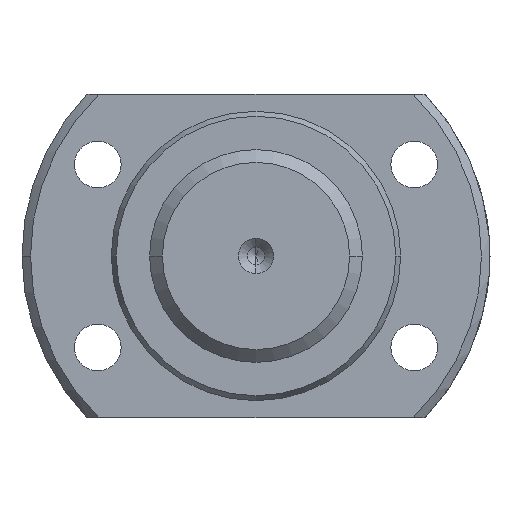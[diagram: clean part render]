
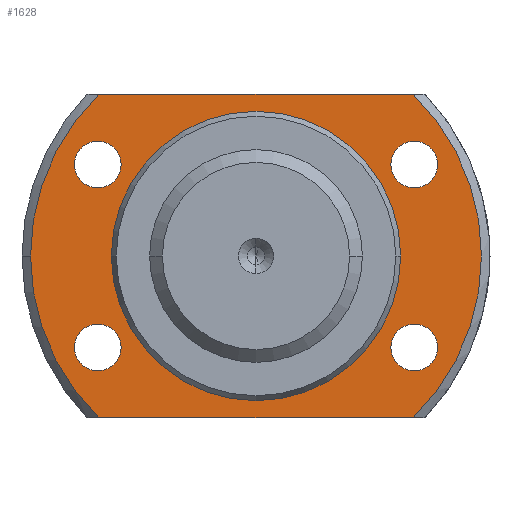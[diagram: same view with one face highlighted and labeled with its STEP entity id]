
A CAD part, left-side view. The second image highlights one B-rep face of the part: STEP entity #1628.
In plain terms, the highlighted planar face has unit normal (-1, 0, 0).
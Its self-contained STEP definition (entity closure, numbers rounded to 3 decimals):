
#36 = EDGE_CURVE ( 'NONE', #3185, #2377, #2239, .T. ) ;
#45 = CARTESIAN_POINT ( 'NONE',  ( 12.5, 18.6, -10.75 ) ) ;
#71 = CIRCLE ( 'NONE', #2167, 26.5 ) ;
#80 = CARTESIAN_POINT ( 'NONE',  ( 12.5, 15.85, -10.75 ) ) ;
#89 = DIRECTION ( 'NONE',  ( 1., 0., 0. ) ) ;
#130 = AXIS2_PLACEMENT_3D ( 'NONE', #1264, #2964, #763 ) ;
#165 = DIRECTION ( 'NONE',  ( 1., 0., 0. ) ) ;
#184 = DIRECTION ( 'NONE',  ( 0., -1., 0. ) ) ;
#215 = VERTEX_POINT ( 'NONE', #2540 ) ;
#227 = CARTESIAN_POINT ( 'NONE',  ( 12.5, 18.473, -19. ) ) ;
#233 = CARTESIAN_POINT ( 'NONE',  ( 12.5, 17., 0. ) ) ;
#250 = CARTESIAN_POINT ( 'NONE',  ( 12.5, -17., 0. ) ) ;
#251 = EDGE_CURVE ( 'NONE', #2093, #2251, #2785, .T. ) ;
#277 = AXIS2_PLACEMENT_3D ( 'NONE', #1372, #2143, #2591 ) ;
#290 = LINE ( 'NONE', #1307, #2272 ) ;
#291 = EDGE_CURVE ( 'NONE', #2283, #2145, #2886, .T. ) ;
#324 = CARTESIAN_POINT ( 'NONE',  ( 12.5, 0., 0. ) ) ;
#360 = CARTESIAN_POINT ( 'NONE',  ( 12.5, 0., 0. ) ) ;
#385 = DIRECTION ( 'NONE',  ( 0., 1., 0. ) ) ;
#411 = ORIENTED_EDGE ( 'NONE', *, *, #291, .F. ) ;
#425 = PLANE ( 'NONE',  #2904 ) ;
#520 = CARTESIAN_POINT ( 'NONE',  ( 12.5, 21.35, 10.75 ) ) ;
#571 = ORIENTED_EDGE ( 'NONE', *, *, #3148, .T. ) ;
#578 = CARTESIAN_POINT ( 'NONE',  ( 12.5, -21.35, 10.75 ) ) ;
#585 = EDGE_LOOP ( 'NONE', ( #2984, #2560 ) ) ;
#653 = DIRECTION ( 'NONE',  ( 0., 1., 0. ) ) ;
#671 = CARTESIAN_POINT ( 'NONE',  ( 12.5, -15.85, -10.75 ) ) ;
#713 = FACE_BOUND ( 'NONE', #2177, .T. ) ;
#728 = EDGE_CURVE ( 'NONE', #2251, #2093, #1019, .T. ) ;
#763 = DIRECTION ( 'NONE',  ( 0., 1., 0. ) ) ;
#788 = CARTESIAN_POINT ( 'NONE',  ( 12.5, -18.6, -10.75 ) ) ;
#790 = CARTESIAN_POINT ( 'NONE',  ( 12.5, -18.473, 19. ) ) ;
#823 = EDGE_CURVE ( 'NONE', #1707, #1086, #3222, .T. ) ;
#824 = CIRCLE ( 'NONE', #2411, 17. ) ;
#864 = EDGE_CURVE ( 'NONE', #2377, #3185, #3013, .T. ) ;
#885 = VERTEX_POINT ( 'NONE', #233 ) ;
#899 = DIRECTION ( 'NONE',  ( 1., 0., 0. ) ) ;
#981 = AXIS2_PLACEMENT_3D ( 'NONE', #3048, #2803, #1612 ) ;
#1008 = EDGE_CURVE ( 'NONE', #2145, #215, #1683, .T. ) ;
#1014 = DIRECTION ( 'NONE',  ( 0., 1., 0. ) ) ;
#1019 = CIRCLE ( 'NONE', #2202, 2.75 ) ;
#1023 = ORIENTED_EDGE ( 'NONE', *, *, #2799, .T. ) ;
#1054 = AXIS2_PLACEMENT_3D ( 'NONE', #2171, #165, #1977 ) ;
#1086 = VERTEX_POINT ( 'NONE', #1897 ) ;
#1098 = DIRECTION ( 'NONE',  ( 0., 1., 0. ) ) ;
#1164 = VERTEX_POINT ( 'NONE', #227 ) ;
#1171 = AXIS2_PLACEMENT_3D ( 'NONE', #45, #2053, #1331 ) ;
#1183 = CIRCLE ( 'NONE', #2968, 17. ) ;
#1264 = CARTESIAN_POINT ( 'NONE',  ( 12.5, 18.6, 10.75 ) ) ;
#1307 = CARTESIAN_POINT ( 'NONE',  ( 12.5, -17., -19. ) ) ;
#1331 = DIRECTION ( 'NONE',  ( 0., 1., 0. ) ) ;
#1349 = ORIENTED_EDGE ( 'NONE', *, *, #1008, .F. ) ;
#1354 = ORIENTED_EDGE ( 'NONE', *, *, #2186, .T. ) ;
#1372 = CARTESIAN_POINT ( 'NONE',  ( 12.5, 0., 0. ) ) ;
#1379 = EDGE_CURVE ( 'NONE', #1164, #1596, #2351, .T. ) ;
#1408 = CARTESIAN_POINT ( 'NONE',  ( 12.5, -18.6, 10.75 ) ) ;
#1423 = DIRECTION ( 'NONE',  ( 1., 0., 0. ) ) ;
#1428 = EDGE_LOOP ( 'NONE', ( #571, #3036 ) ) ;
#1450 = VERTEX_POINT ( 'NONE', #1558 ) ;
#1469 = ORIENTED_EDGE ( 'NONE', *, *, #2784, .F. ) ;
#1475 = CARTESIAN_POINT ( 'NONE',  ( 12.5, -21.35, -10.75 ) ) ;
#1558 = CARTESIAN_POINT ( 'NONE',  ( 12.5, -17., 0. ) ) ;
#1596 = VERTEX_POINT ( 'NONE', #2620 ) ;
#1612 = DIRECTION ( 'NONE',  ( 0., 1., 0. ) ) ;
#1628 = ADVANCED_FACE ( 'NONE', ( #2478, #1946, #3142, #3210, #713, #2894 ), #425, .F. ) ;
#1674 = ORIENTED_EDGE ( 'NONE', *, *, #1379, .F. ) ;
#1683 = CIRCLE ( 'NONE', #277, 26.5 ) ;
#1707 = VERTEX_POINT ( 'NONE', #80 ) ;
#1712 = DIRECTION ( 'NONE',  ( 0., 1., 0. ) ) ;
#1719 = CARTESIAN_POINT ( 'NONE',  ( 12.5, -15.85, 10.75 ) ) ;
#1800 = EDGE_LOOP ( 'NONE', ( #411, #1469, #1674, #1354, #1349 ) ) ;
#1879 = DIRECTION ( 'NONE',  ( 1., 0., 0. ) ) ;
#1897 = CARTESIAN_POINT ( 'NONE',  ( 12.5, 21.35, -10.75 ) ) ;
#1906 = CIRCLE ( 'NONE', #981, 2.75 ) ;
#1946 = FACE_BOUND ( 'NONE', #1428, .T. ) ;
#1947 = CARTESIAN_POINT ( 'NONE',  ( 12.5, 18.6, 10.75 ) ) ;
#1952 = DIRECTION ( 'NONE',  ( 0., 1., 0. ) ) ;
#1976 = CARTESIAN_POINT ( 'NONE',  ( 12.5, 0., 0. ) ) ;
#1977 = DIRECTION ( 'NONE',  ( 0., 1., 0. ) ) ;
#1982 = DIRECTION ( 'NONE',  ( 1., 0., 0. ) ) ;
#2005 = ORIENTED_EDGE ( 'NONE', *, *, #864, .T. ) ;
#2053 = DIRECTION ( 'NONE',  ( 1., 0., 0. ) ) ;
#2069 = AXIS2_PLACEMENT_3D ( 'NONE', #2743, #89, #2367 ) ;
#2093 = VERTEX_POINT ( 'NONE', #671 ) ;
#2123 = VERTEX_POINT ( 'NONE', #1719 ) ;
#2143 = DIRECTION ( 'NONE',  ( 1., 0., 0. ) ) ;
#2145 = VERTEX_POINT ( 'NONE', #790 ) ;
#2167 = AXIS2_PLACEMENT_3D ( 'NONE', #360, #1879, #1098 ) ;
#2171 = CARTESIAN_POINT ( 'NONE',  ( 12.5, -18.6, -10.75 ) ) ;
#2177 = EDGE_LOOP ( 'NONE', ( #2654, #2488 ) ) ;
#2186 = EDGE_CURVE ( 'NONE', #1164, #215, #290, .T. ) ;
#2202 = AXIS2_PLACEMENT_3D ( 'NONE', #788, #2220, #1952 ) ;
#2205 = AXIS2_PLACEMENT_3D ( 'NONE', #1947, #2896, #1712 ) ;
#2220 = DIRECTION ( 'NONE',  ( 1., 0., 0. ) ) ;
#2239 = CIRCLE ( 'NONE', #130, 2.75 ) ;
#2241 = DIRECTION ( 'NONE',  ( 1., 0., 0. ) ) ;
#2242 = CARTESIAN_POINT ( 'NONE',  ( 12.5, -17., 19. ) ) ;
#2251 = VERTEX_POINT ( 'NONE', #1475 ) ;
#2254 = DIRECTION ( 'NONE',  ( 0., 1., 0. ) ) ;
#2271 = EDGE_CURVE ( 'NONE', #1450, #885, #1183, .T. ) ;
#2272 = VECTOR ( 'NONE', #2973, 1000. ) ;
#2283 = VERTEX_POINT ( 'NONE', #2726 ) ;
#2330 = DIRECTION ( 'NONE',  ( 1., 0., 0. ) ) ;
#2351 = CIRCLE ( 'NONE', #2901, 26.5 ) ;
#2367 = DIRECTION ( 'NONE',  ( 0., 1., 0. ) ) ;
#2373 = CARTESIAN_POINT ( 'NONE',  ( 12.5, 15.85, 10.75 ) ) ;
#2377 = VERTEX_POINT ( 'NONE', #2373 ) ;
#2411 = AXIS2_PLACEMENT_3D ( 'NONE', #324, #2330, #385 ) ;
#2478 = FACE_BOUND ( 'NONE', #3158, .T. ) ;
#2488 = ORIENTED_EDGE ( 'NONE', *, *, #2271, .T. ) ;
#2540 = CARTESIAN_POINT ( 'NONE',  ( 12.5, -18.473, -19. ) ) ;
#2560 = ORIENTED_EDGE ( 'NONE', *, *, #728, .T. ) ;
#2591 = DIRECTION ( 'NONE',  ( 0., 1., 0. ) ) ;
#2620 = CARTESIAN_POINT ( 'NONE',  ( 12.5, 26.5, 0. ) ) ;
#2626 = EDGE_CURVE ( 'NONE', #3101, #2123, #2814, .T. ) ;
#2651 = DIRECTION ( 'NONE',  ( 0., 1., 0. ) ) ;
#2654 = ORIENTED_EDGE ( 'NONE', *, *, #2832, .T. ) ;
#2726 = CARTESIAN_POINT ( 'NONE',  ( 12.5, 18.473, 19. ) ) ;
#2743 = CARTESIAN_POINT ( 'NONE',  ( 12.5, -18.6, 10.75 ) ) ;
#2784 = EDGE_CURVE ( 'NONE', #1596, #2283, #71, .T. ) ;
#2785 = CIRCLE ( 'NONE', #1054, 2.75 ) ;
#2799 = EDGE_CURVE ( 'NONE', #1086, #1707, #1906, .T. ) ;
#2803 = DIRECTION ( 'NONE',  ( 1., 0., 0. ) ) ;
#2814 = CIRCLE ( 'NONE', #2912, 2.75 ) ;
#2832 = EDGE_CURVE ( 'NONE', #885, #1450, #824, .T. ) ;
#2886 = LINE ( 'NONE', #2242, #3194 ) ;
#2894 = FACE_OUTER_BOUND ( 'NONE', #1800, .T. ) ;
#2896 = DIRECTION ( 'NONE',  ( 1., 0., 0. ) ) ;
#2897 = ORIENTED_EDGE ( 'NONE', *, *, #823, .T. ) ;
#2901 = AXIS2_PLACEMENT_3D ( 'NONE', #3099, #899, #2651 ) ;
#2904 = AXIS2_PLACEMENT_3D ( 'NONE', #250, #1982, #1014 ) ;
#2912 = AXIS2_PLACEMENT_3D ( 'NONE', #1408, #1423, #653 ) ;
#2917 = CIRCLE ( 'NONE', #2069, 2.75 ) ;
#2964 = DIRECTION ( 'NONE',  ( 1., 0., 0. ) ) ;
#2968 = AXIS2_PLACEMENT_3D ( 'NONE', #1976, #2241, #2254 ) ;
#2973 = DIRECTION ( 'NONE',  ( 0., -1., 0. ) ) ;
#2984 = ORIENTED_EDGE ( 'NONE', *, *, #251, .T. ) ;
#3013 = CIRCLE ( 'NONE', #2205, 2.75 ) ;
#3036 = ORIENTED_EDGE ( 'NONE', *, *, #2626, .T. ) ;
#3048 = CARTESIAN_POINT ( 'NONE',  ( 12.5, 18.6, -10.75 ) ) ;
#3056 = ORIENTED_EDGE ( 'NONE', *, *, #36, .T. ) ;
#3087 = EDGE_LOOP ( 'NONE', ( #1023, #2897 ) ) ;
#3099 = CARTESIAN_POINT ( 'NONE',  ( 12.5, 0., 0. ) ) ;
#3101 = VERTEX_POINT ( 'NONE', #578 ) ;
#3142 = FACE_BOUND ( 'NONE', #585, .T. ) ;
#3148 = EDGE_CURVE ( 'NONE', #2123, #3101, #2917, .T. ) ;
#3158 = EDGE_LOOP ( 'NONE', ( #3056, #2005 ) ) ;
#3185 = VERTEX_POINT ( 'NONE', #520 ) ;
#3194 = VECTOR ( 'NONE', #184, 1000. ) ;
#3210 = FACE_BOUND ( 'NONE', #3087, .T. ) ;
#3222 = CIRCLE ( 'NONE', #1171, 2.75 ) ;
